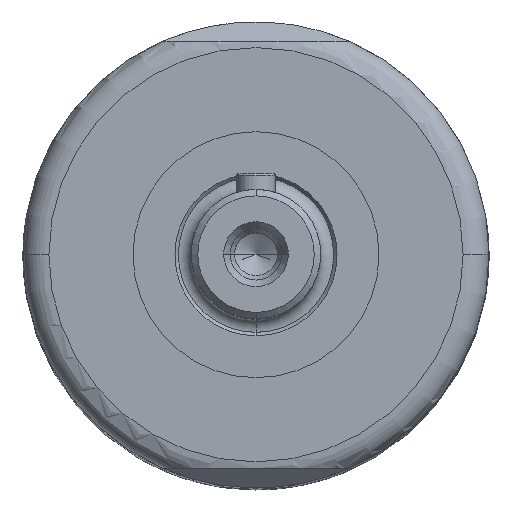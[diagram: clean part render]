
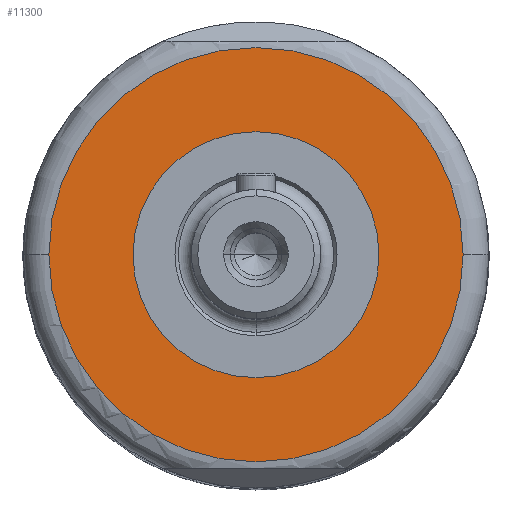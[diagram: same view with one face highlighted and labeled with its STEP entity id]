
A CAD part, top view. The second image highlights one B-rep face of the part: STEP entity #11300.
In plain terms, the highlighted planar face has unit normal (0, 0, 1).
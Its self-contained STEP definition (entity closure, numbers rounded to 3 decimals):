
#10532=CARTESIAN_POINT('',(0.,0.,15.4));
#10533=DIRECTION('',(0.,0.,1.));
#10534=DIRECTION('',(-1.,0.,0.));
#10535=AXIS2_PLACEMENT_3D('',#10532,#10533,#10534);
#10608=CARTESIAN_POINT('',(0.,0.,15.4));
#10609=DIRECTION('',(0.,0.,1.));
#10610=DIRECTION('',(1.,0.,0.));
#10611=AXIS2_PLACEMENT_3D('',#10608,#10609,#10610);
#10663=CARTESIAN_POINT('',(0.,0.,15.4));
#10664=DIRECTION('',(0.,0.,1.));
#10665=DIRECTION('',(1.,0.,0.));
#10666=AXIS2_PLACEMENT_3D('',#10663,#10664,#10665);
#10671=CARTESIAN_POINT('',(0.,0.,15.4));
#10672=DIRECTION('',(0.,0.,1.));
#10673=DIRECTION('',(-1.,0.,0.));
#10674=AXIS2_PLACEMENT_3D('',#10671,#10672,#10673);
#10975=CARTESIAN_POINT('',(9.5,0.,15.4));
#10976=CARTESIAN_POINT('',(-9.5,0.,15.4));
#10977=VERTEX_POINT('',#10975);
#10978=VERTEX_POINT('',#10976);
#10979=CARTESIAN_POINT('',(-16.,0.,15.4));
#10980=CARTESIAN_POINT('',(16.,0.,15.4));
#10981=VERTEX_POINT('',#10979);
#10982=VERTEX_POINT('',#10980);
#11285=CARTESIAN_POINT('',(0.,0.,15.4));
#11286=DIRECTION('',(0.,0.,1.));
#11287=DIRECTION('',(1.,0.,0.));
#11288=AXIS2_PLACEMENT_3D('',#11285,#11286,#11287);
#11289=PLANE('',#11288);
#11290=ORIENTED_EDGE('',*,*,#11182,.F.);
#11291=ORIENTED_EDGE('',*,*,#11207,.F.);
#11292=EDGE_LOOP('',(#11290,#11291));
#11293=FACE_OUTER_BOUND('',#11292,.F.);
#11295=ORIENTED_EDGE('',*,*,#11294,.T.);
#11297=ORIENTED_EDGE('',*,*,#11296,.T.);
#11298=EDGE_LOOP('',(#11295,#11297));
#11299=FACE_BOUND('',#11298,.F.);
#11300=ADVANCED_FACE('',(#11293,#11299),#11289,.T.);
#10536=CIRCLE('',#10535,16.);
#10612=CIRCLE('',#10611,16.);
#10667=CIRCLE('',#10666,9.5);
#10675=CIRCLE('',#10674,9.5);
#11182=EDGE_CURVE('',#10981,#10982,#10536,.T.);
#11207=EDGE_CURVE('',#10982,#10981,#10612,.T.);
#11294=EDGE_CURVE('',#10977,#10978,#10667,.T.);
#11296=EDGE_CURVE('',#10978,#10977,#10675,.T.);
